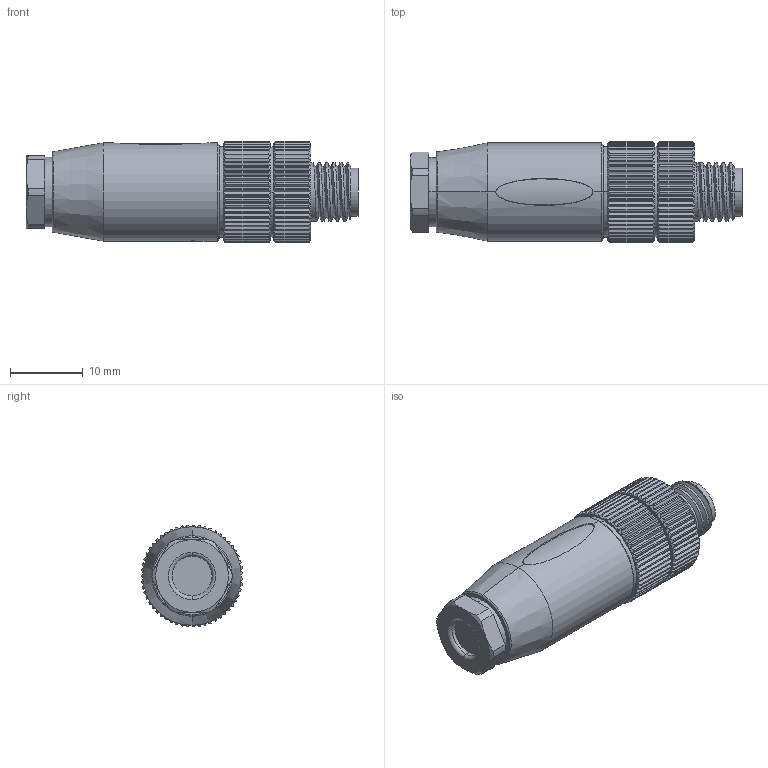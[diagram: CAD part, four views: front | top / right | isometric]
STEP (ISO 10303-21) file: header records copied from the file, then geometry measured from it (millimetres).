
FILE_DESCRIPTION((''),'2;1');
FILE_NAME('234956_ASM','2023-06-02T12:39:32',('banengservice'),('BANNER ENGINEERING'),'CREO PARAMETRIC BY PTC INC, 2022414','CREO PARAMETRIC BY PTC INC, 2022414','');
FILE_SCHEMA(('CONFIG_CONTROL_DESIGN'));
Length unit declared in the file: millimetre
Products named in the file (2): 234956_EP01; 234956_ASM
Assembly tree (1 placements, depth 2):
  234956_ASM
    234956_EP01
Bounding box: 45.65 x 13.99 x 14 mm (x, y, z)
Volume: 5374.4 mm3; surface area: 2921.1 mm2
Topology: 1 solids, 2 shells, 707 faces, 1803 edges, 1121 vertices
Faces by surface type: plane 257, cone 245, cylinder 169, bspline 32, torus 4
Entity records: 25991 total; most frequent: CARTESIAN_POINT 9522, ORIENTED_EDGE 3606, DIRECTION 3241, EDGE_CURVE 1803, AXIS2_PLACEMENT_3D 1279, VERTEX_POINT 1121, EDGE_LOOP 730, FACE_OUTER_BOUND 707
